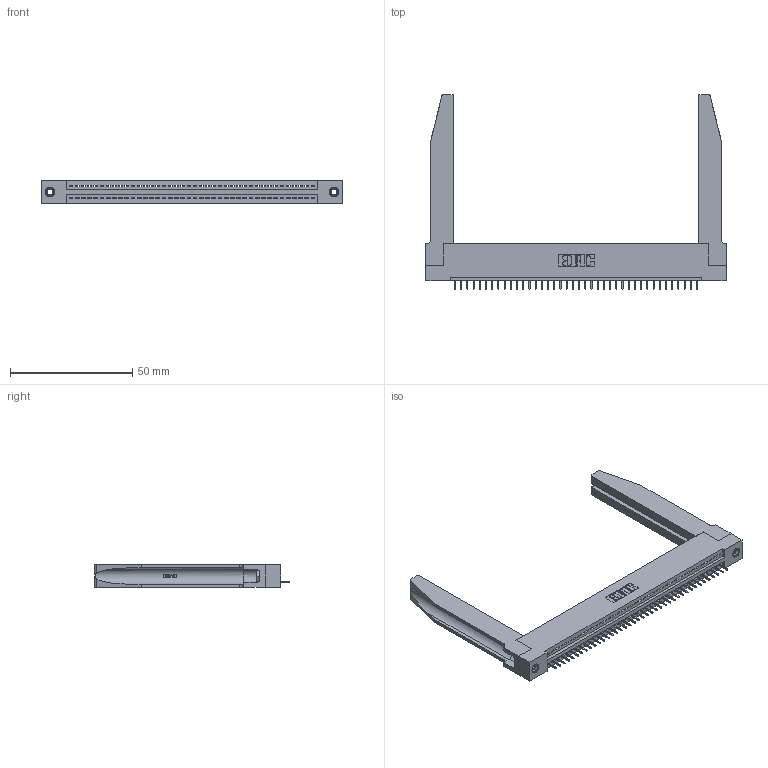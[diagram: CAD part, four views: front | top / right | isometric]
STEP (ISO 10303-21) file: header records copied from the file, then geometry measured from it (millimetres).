
FILE_DESCRIPTION (( 'STEP AP203' ), '1' );
FILE_NAME ('395-040-525-178.STEP', '2020-09-24T02:08:30', ( '' ), ( '' ), 'SwSTEP 2.0', 'SolidWorks 2020', '' );
FILE_SCHEMA (( 'CONFIG_CONTROL_DESIGN' ));
Length unit declared in the file: inch
Products named in the file (5): 345-250-001_345-250-001-102; 395-040-525-178; 345-220-078_345-220-078; 345-292-001_345-293-125; 345 Part_Flush Mounting Lugs - 0.156 Dia-TH
Assembly tree (45 placements, depth 2):
  395-040-525-178
    345 Part_Flush Mounting Lugs - 0.156 Dia-TH
    345-292-001_345-293-125  x40
    345-250-001_345-250-001-102  x2
    345-220-078_345-220-078  x2
Bounding box: 122.83 x 79.68 x 9.4 mm (x, y, z)
Volume: 19257.7 mm3; surface area: 21539.3 mm2
Topology: 45 solids, 45 shells, 2840 faces, 8149 edges, 5262 vertices
Faces by surface type: plane 2062, cylinder 726, bspline 36, cone 12, torus 4
Entity records: 35188 total; most frequent: CARTESIAN_POINT 6991, ORIENTED_EDGE 5862, DIRECTION 5117, EDGE_CURVE 2931, LINE 2549, VECTOR 2549, VERTEX_POINT 1944, AXIS2_PLACEMENT_3D 1284
